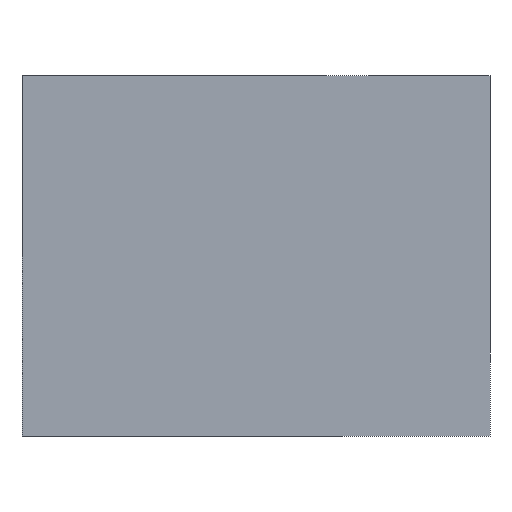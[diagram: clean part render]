
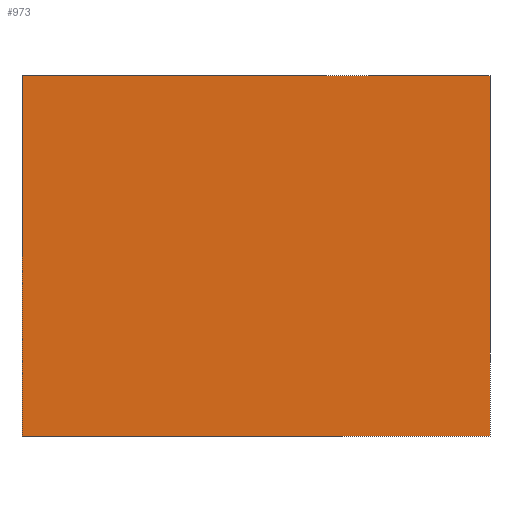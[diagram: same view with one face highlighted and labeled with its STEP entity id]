
A CAD part, front view. The second image highlights one B-rep face of the part: STEP entity #973.
In plain terms, the highlighted planar face has unit normal (0, -1, 0).
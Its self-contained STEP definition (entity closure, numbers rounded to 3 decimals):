
#3 = CARTESIAN_POINT ( 'NONE',  ( 0., -150., 0. ) ) ;
#35 = LINE ( 'NONE', #859, #127 ) ;
#58 = ORIENTED_EDGE ( 'NONE', *, *, #257, .T. ) ;
#70 = CARTESIAN_POINT ( 'NONE',  ( 0., -150., -50. ) ) ;
#72 = DIRECTION ( 'NONE',  ( -1., 0., 0. ) ) ;
#95 = PLANE ( 'NONE',  #603 ) ;
#127 = VECTOR ( 'NONE', #709, 1000. ) ;
#134 = CARTESIAN_POINT ( 'NONE',  ( -65., -150., 0. ) ) ;
#141 = LINE ( 'NONE', #519, #214 ) ;
#172 = FACE_OUTER_BOUND ( 'NONE', #212, .T. ) ;
#173 = CARTESIAN_POINT ( 'NONE',  ( 0., -150., -50. ) ) ;
#201 = EDGE_CURVE ( 'NONE', #615, #657, #35, .T. ) ;
#212 = EDGE_LOOP ( 'NONE', ( #58, #953, #784, #845 ) ) ;
#214 = VECTOR ( 'NONE', #899, 1000. ) ;
#257 = EDGE_CURVE ( 'NONE', #565, #615, #141, .T. ) ;
#296 = CARTESIAN_POINT ( 'NONE',  ( -65., -150., 0. ) ) ;
#334 = EDGE_CURVE ( 'NONE', #349, #565, #950, .T. ) ;
#349 = VERTEX_POINT ( 'NONE', #3 ) ;
#405 = VECTOR ( 'NONE', #486, 1000. ) ;
#461 = DIRECTION ( 'NONE',  ( 0., -1., 0. ) ) ;
#486 = DIRECTION ( 'NONE',  ( 0., 0., 1. ) ) ;
#493 = EDGE_CURVE ( 'NONE', #657, #349, #862, .T. ) ;
#518 = VECTOR ( 'NONE', #72, 1000. ) ;
#519 = CARTESIAN_POINT ( 'NONE',  ( -65., -150., 0. ) ) ;
#534 = DIRECTION ( 'NONE',  ( 0., 0., -1. ) ) ;
#565 = VERTEX_POINT ( 'NONE', #296 ) ;
#603 = AXIS2_PLACEMENT_3D ( 'NONE', #612, #461, #534 ) ;
#612 = CARTESIAN_POINT ( 'NONE',  ( 0., -150., 0. ) ) ;
#615 = VERTEX_POINT ( 'NONE', #654 ) ;
#654 = CARTESIAN_POINT ( 'NONE',  ( -65., -150., -50. ) ) ;
#657 = VERTEX_POINT ( 'NONE', #70 ) ;
#709 = DIRECTION ( 'NONE',  ( 1., 0., 0. ) ) ;
#784 = ORIENTED_EDGE ( 'NONE', *, *, #493, .T. ) ;
#845 = ORIENTED_EDGE ( 'NONE', *, *, #334, .T. ) ;
#859 = CARTESIAN_POINT ( 'NONE',  ( -65., -150., -50. ) ) ;
#862 = LINE ( 'NONE', #173, #405 ) ;
#899 = DIRECTION ( 'NONE',  ( 0., 0., -1. ) ) ;
#950 = LINE ( 'NONE', #134, #518 ) ;
#953 = ORIENTED_EDGE ( 'NONE', *, *, #201, .T. ) ;
#973 = ADVANCED_FACE ( 'NONE', ( #172 ), #95, .T. ) ;
